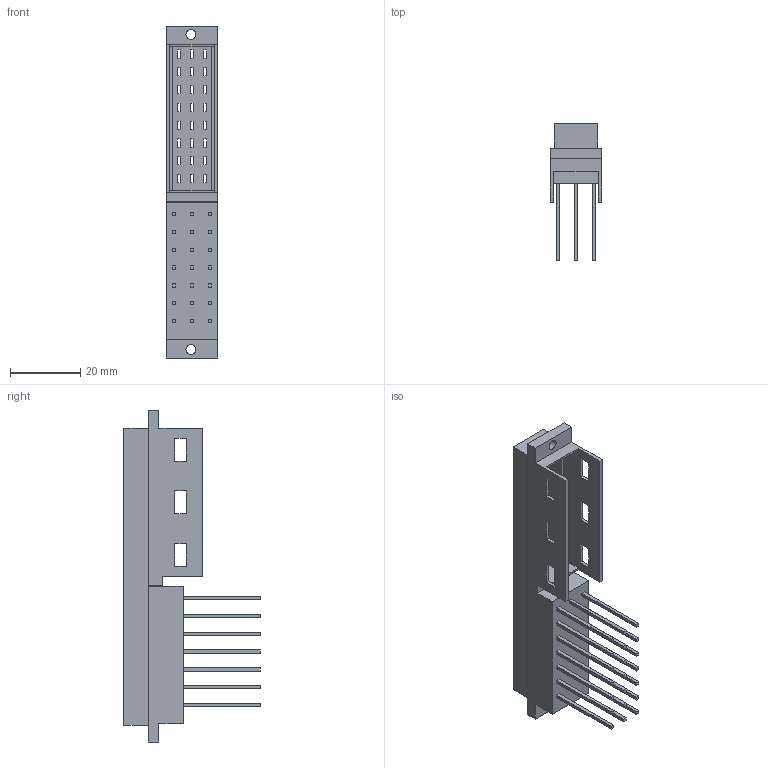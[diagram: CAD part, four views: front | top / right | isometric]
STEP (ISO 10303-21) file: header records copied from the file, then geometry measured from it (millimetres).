
FILE_DESCRIPTION(/* description */ (''),/* implementation_level */ '2;1');
FILE_NAME(/* name */ '100141288ugm000_b.stp',/* time_stamp */ '2016-12-12T09:21:38+01:00',/* author */ (''),/* organization */ (''),/* preprocessor_version */ 'ST-DEVELOPER v16',/* originating_system */ 'SIEMENS PLM Software NX 10.0',/* authorisation */ '');
FILE_SCHEMA (('AUTOMOTIVE_DESIGN { 1 0 10303 214 3 1 1 1 }'));
Length unit declared in the file: millimetre
Products named in the file (1): 100141288ugm000_b
Bounding box: 14.68 x 38.93 x 94.76 mm (x, y, z)
Volume: 12719 mm3; surface area: 10946.5 mm2
Topology: 1 solids, 1 shells, 368 faces, 968 edges, 644 vertices
Faces by surface type: plane 366, cylinder 2
Full cylindrical faces by diameter (mm): 2.85 x2
Entity records: 13096 total; most frequent: CARTESIAN_POINT 1979, ORIENTED_EDGE 1932, DIRECTION 1708, EDGE_CURVE 966, LINE 962, VECTOR 962, VERTEX_POINT 644, EDGE_LOOP 476
